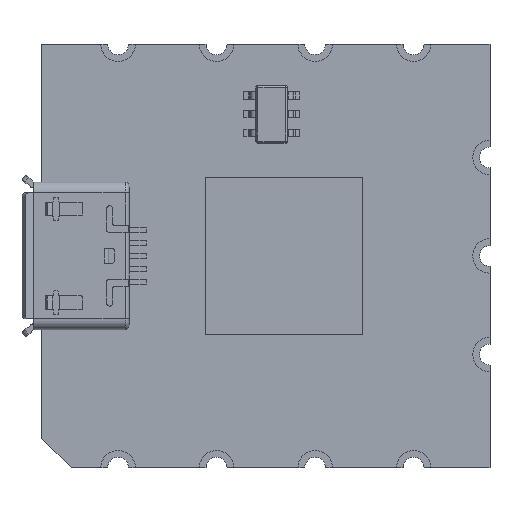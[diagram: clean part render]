
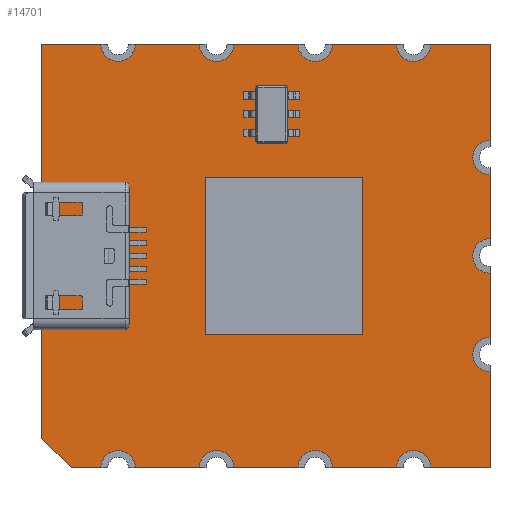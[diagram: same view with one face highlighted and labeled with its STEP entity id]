
A CAD part, top view. The second image highlights one B-rep face of the part: STEP entity #14701.
In plain terms, the highlighted planar face has unit normal (0, 0, 1).
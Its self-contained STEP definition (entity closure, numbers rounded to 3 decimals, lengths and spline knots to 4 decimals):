
#560=CIRCLE('',#1109,0.0875);
#563=CIRCLE('',#1114,0.0875);
#566=CIRCLE('',#1119,0.0875);
#569=CIRCLE('',#1124,0.0875);
#572=CIRCLE('',#1129,0.0875);
#575=CIRCLE('',#1134,0.0875);
#578=CIRCLE('',#1139,0.0875);
#581=CIRCLE('',#1144,0.0875);
#584=CIRCLE('',#1149,0.0875);
#587=CIRCLE('',#1154,0.0875);
#590=CIRCLE('',#1159,0.0875);
#1109=AXIS2_PLACEMENT_3D('',#16418,#4900,#4901);
#1114=AXIS2_PLACEMENT_3D('',#16433,#4913,#4914);
#1119=AXIS2_PLACEMENT_3D('',#16448,#4926,#4927);
#1124=AXIS2_PLACEMENT_3D('',#16463,#4939,#4940);
#1129=AXIS2_PLACEMENT_3D('',#16478,#4952,#4953);
#1134=AXIS2_PLACEMENT_3D('',#16493,#4965,#4966);
#1139=AXIS2_PLACEMENT_3D('',#16508,#4978,#4979);
#1144=AXIS2_PLACEMENT_3D('',#16523,#4991,#4992);
#1149=AXIS2_PLACEMENT_3D('',#16538,#5004,#5005);
#1154=AXIS2_PLACEMENT_3D('',#16553,#5017,#5018);
#1159=AXIS2_PLACEMENT_3D('',#16568,#5030,#5031);
#1186=AXIS2_PLACEMENT_3D('',#16705,#5134,$);
#1983=PLANE('',#1186);
#2554=VECTOR('',#5105,1.);
#2568=VECTOR('',#5120,1.);
#2582=VECTOR('',#5135,1.);
#2583=VECTOR('',#5136,1.);
#2584=VECTOR('',#5137,1.);
#3721=LINE('',#16644,#2554);
#3735=LINE('',#16675,#2568);
#3749=LINE('',#16706,#2582);
#3750=LINE('',#16707,#2583);
#3751=LINE('',#16709,#2584);
#4900=DIRECTION('',(0.,0.,-1.));
#4901=DIRECTION('',(0.088,0.,0.));
#4913=DIRECTION('',(0.,0.,-1.));
#4914=DIRECTION('',(0.088,0.,0.));
#4926=DIRECTION('',(0.,0.,-1.));
#4927=DIRECTION('',(0.088,0.,0.));
#4939=DIRECTION('',(0.,0.,-1.));
#4940=DIRECTION('',(0.088,0.,0.));
#4952=DIRECTION('',(0.,0.,-1.));
#4953=DIRECTION('',(0.088,0.,0.));
#4965=DIRECTION('',(0.,0.,-1.));
#4966=DIRECTION('',(0.088,0.,0.));
#4978=DIRECTION('',(0.,0.,-1.));
#4979=DIRECTION('',(0.088,0.,0.));
#4991=DIRECTION('',(0.,0.,-1.));
#4992=DIRECTION('',(0.088,0.,0.));
#5004=DIRECTION('',(0.,0.,-1.));
#5005=DIRECTION('',(0.088,0.,0.));
#5017=DIRECTION('',(0.,0.,-1.));
#5018=DIRECTION('',(0.088,0.,0.));
#5030=DIRECTION('',(0.,0.,-1.));
#5031=DIRECTION('',(0.087,0.,0.));
#5105=DIRECTION('',(1.,0.,0.));
#5120=DIRECTION('',(-1.,0.,0.));
#5134=DIRECTION('',(0.,0.,1.));
#5135=DIRECTION('',(0.,-1.,0.));
#5136=DIRECTION('',(0.,1.,0.));
#5137=DIRECTION('',(-0.707,0.707,0.));
#7360=VERTEX_POINT('',#16417);
#7361=VERTEX_POINT('',#16419);
#7366=VERTEX_POINT('',#16432);
#7367=VERTEX_POINT('',#16434);
#7372=VERTEX_POINT('',#16447);
#7373=VERTEX_POINT('',#16449);
#7378=VERTEX_POINT('',#16462);
#7379=VERTEX_POINT('',#16464);
#7384=VERTEX_POINT('',#16477);
#7385=VERTEX_POINT('',#16479);
#7390=VERTEX_POINT('',#16492);
#7391=VERTEX_POINT('',#16494);
#7396=VERTEX_POINT('',#16507);
#7397=VERTEX_POINT('',#16509);
#7402=VERTEX_POINT('',#16522);
#7403=VERTEX_POINT('',#16524);
#7408=VERTEX_POINT('',#16537);
#7409=VERTEX_POINT('',#16539);
#7414=VERTEX_POINT('',#16552);
#7415=VERTEX_POINT('',#16554);
#7420=VERTEX_POINT('',#16567);
#7421=VERTEX_POINT('',#16569);
#7446=VERTEX_POINT('',#16645);
#7461=VERTEX_POINT('',#16673);
#7462=VERTEX_POINT('',#16676);
#7477=VERTEX_POINT('',#16704);
#7478=VERTEX_POINT('',#16708);
#8695=EDGE_CURVE('',#7361,#7360,#560,.T.);
#8702=EDGE_CURVE('',#7367,#7366,#563,.T.);
#8709=EDGE_CURVE('',#7373,#7372,#566,.T.);
#8716=EDGE_CURVE('',#7379,#7378,#569,.T.);
#8723=EDGE_CURVE('',#7385,#7384,#572,.T.);
#8730=EDGE_CURVE('',#7391,#7390,#575,.T.);
#8737=EDGE_CURVE('',#7397,#7396,#578,.T.);
#8744=EDGE_CURVE('',#7403,#7402,#581,.T.);
#8751=EDGE_CURVE('',#7409,#7408,#584,.T.);
#8758=EDGE_CURVE('',#7415,#7414,#587,.T.);
#8765=EDGE_CURVE('',#7421,#7420,#590,.T.);
#8803=EDGE_CURVE('',#7415,#7446,#3721,.T.);
#8808=EDGE_CURVE('',#7367,#7414,#3721,.T.);
#8819=EDGE_CURVE('',#7409,#7366,#3721,.T.);
#8824=EDGE_CURVE('',#7461,#7372,#3721,.T.);
#8825=EDGE_CURVE('',#7403,#7462,#3735,.T.);
#8830=EDGE_CURVE('',#7379,#7402,#3735,.T.);
#8841=EDGE_CURVE('',#7397,#7378,#3735,.T.);
#8846=EDGE_CURVE('',#7477,#7384,#3735,.T.);
#8847=EDGE_CURVE('',#7446,#7360,#3749,.T.);
#8848=EDGE_CURVE('',#7373,#7408,#3721,.T.);
#8849=EDGE_CURVE('',#7478,#7461,#3750,.T.);
#8850=EDGE_CURVE('',#7462,#7478,#3751,.T.);
#8851=EDGE_CURVE('',#7385,#7396,#3735,.T.);
#8852=EDGE_CURVE('',#7391,#7477,#3749,.T.);
#8853=EDGE_CURVE('',#7421,#7390,#3749,.T.);
#8854=EDGE_CURVE('',#7361,#7420,#3749,.T.);
#10813=ORIENTED_EDGE('',*,*,#8695,.T.);
#10814=ORIENTED_EDGE('',*,*,#8847,.F.);
#10815=ORIENTED_EDGE('',*,*,#8803,.F.);
#10816=ORIENTED_EDGE('',*,*,#8758,.T.);
#10817=ORIENTED_EDGE('',*,*,#8808,.F.);
#10818=ORIENTED_EDGE('',*,*,#8702,.T.);
#10819=ORIENTED_EDGE('',*,*,#8819,.F.);
#10820=ORIENTED_EDGE('',*,*,#8751,.T.);
#10821=ORIENTED_EDGE('',*,*,#8848,.F.);
#10822=ORIENTED_EDGE('',*,*,#8709,.T.);
#10823=ORIENTED_EDGE('',*,*,#8824,.F.);
#10824=ORIENTED_EDGE('',*,*,#8849,.F.);
#10825=ORIENTED_EDGE('',*,*,#8850,.F.);
#10826=ORIENTED_EDGE('',*,*,#8825,.F.);
#10827=ORIENTED_EDGE('',*,*,#8744,.T.);
#10828=ORIENTED_EDGE('',*,*,#8830,.F.);
#10829=ORIENTED_EDGE('',*,*,#8716,.T.);
#10830=ORIENTED_EDGE('',*,*,#8841,.F.);
#10831=ORIENTED_EDGE('',*,*,#8737,.T.);
#10832=ORIENTED_EDGE('',*,*,#8851,.F.);
#10833=ORIENTED_EDGE('',*,*,#8723,.T.);
#10834=ORIENTED_EDGE('',*,*,#8846,.F.);
#10835=ORIENTED_EDGE('',*,*,#8852,.F.);
#10836=ORIENTED_EDGE('',*,*,#8730,.T.);
#10837=ORIENTED_EDGE('',*,*,#8853,.F.);
#10838=ORIENTED_EDGE('',*,*,#8765,.T.);
#10839=ORIENTED_EDGE('',*,*,#8854,.F.);
#13476=EDGE_LOOP('',(#10813,#10814,#10815,#10816,#10817,#10818,#10819,#10820,
#10821,#10822,#10823,#10824,#10825,#10826,#10827,#10828,#10829,#10830,#10831,
#10832,#10833,#10834,#10835,#10836,#10837,#10838,#10839));
#14089=FACE_BOUND('',#13476,.T.);
#14701=ADVANCED_FACE('',(#14089),#1983,.T.);
#16417=CARTESIAN_POINT('',(1.1375,0.5875,0.1588));
#16418=CARTESIAN_POINT('',(1.1375,0.5,0.1588));
#16419=CARTESIAN_POINT('',(1.1375,0.4125,0.1588));
#16432=CARTESIAN_POINT('',(0.1625,1.075,0.1588));
#16433=CARTESIAN_POINT('',(0.25,1.075,0.1588));
#16434=CARTESIAN_POINT('',(0.3375,1.075,0.1588));
#16447=CARTESIAN_POINT('',(-0.8375,1.075,0.1588));
#16448=CARTESIAN_POINT('',(-0.75,1.075,0.1588));
#16449=CARTESIAN_POINT('',(-0.6625,1.075,0.1588));
#16462=CARTESIAN_POINT('',(-0.1625,-1.075,0.1588));
#16463=CARTESIAN_POINT('',(-0.25,-1.075,0.1588));
#16464=CARTESIAN_POINT('',(-0.3375,-1.075,0.1588));
#16477=CARTESIAN_POINT('',(0.8375,-1.075,0.1588));
#16478=CARTESIAN_POINT('',(0.75,-1.075,0.1588));
#16479=CARTESIAN_POINT('',(0.6625,-1.075,0.1588));
#16492=CARTESIAN_POINT('',(1.1375,-0.4125,0.1588));
#16493=CARTESIAN_POINT('',(1.1375,-0.5,0.1588));
#16494=CARTESIAN_POINT('',(1.1375,-0.5875,0.1588));
#16507=CARTESIAN_POINT('',(0.3375,-1.075,0.1588));
#16508=CARTESIAN_POINT('',(0.25,-1.075,0.1588));
#16509=CARTESIAN_POINT('',(0.1625,-1.075,0.1588));
#16522=CARTESIAN_POINT('',(-0.6625,-1.075,0.1588));
#16523=CARTESIAN_POINT('',(-0.75,-1.075,0.1588));
#16524=CARTESIAN_POINT('',(-0.8375,-1.075,0.1588));
#16537=CARTESIAN_POINT('',(-0.3375,1.075,0.1588));
#16538=CARTESIAN_POINT('',(-0.25,1.075,0.1588));
#16539=CARTESIAN_POINT('',(-0.1625,1.075,0.1588));
#16552=CARTESIAN_POINT('',(0.6625,1.075,0.1588));
#16553=CARTESIAN_POINT('',(0.75,1.075,0.1588));
#16554=CARTESIAN_POINT('',(0.8375,1.075,0.1588));
#16567=CARTESIAN_POINT('',(1.1375,0.0875,0.1588));
#16568=CARTESIAN_POINT('',(1.1375,0.,0.1588));
#16569=CARTESIAN_POINT('',(1.1375,-0.0875,0.1588));
#16644=CARTESIAN_POINT('',(1.1375,1.075,0.1588));
#16645=CARTESIAN_POINT('',(1.1375,1.075,0.1588));
#16673=CARTESIAN_POINT('',(-1.1375,1.075,0.1588));
#16675=CARTESIAN_POINT('',(-1.1375,-1.075,0.1588));
#16676=CARTESIAN_POINT('',(-0.9875,-1.075,0.1588));
#16704=CARTESIAN_POINT('',(1.1375,-1.075,0.1588));
#16705=CARTESIAN_POINT('',(0.,0.,0.1588));
#16706=CARTESIAN_POINT('',(1.1375,-1.075,0.1588));
#16707=CARTESIAN_POINT('',(-1.1375,1.075,0.1588));
#16708=CARTESIAN_POINT('',(-1.1375,-0.925,0.1588));
#16709=CARTESIAN_POINT('',(-1.0469,-1.0156,0.1588));
